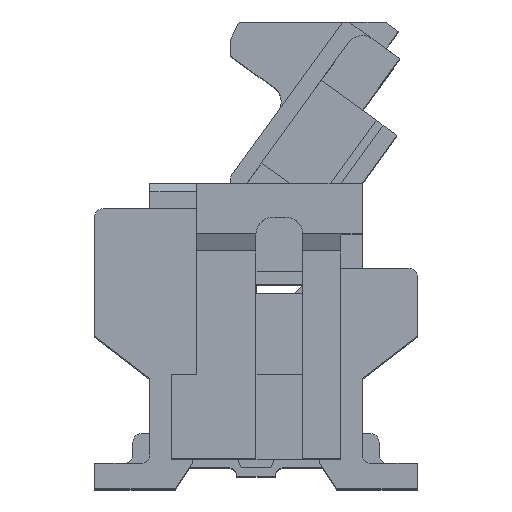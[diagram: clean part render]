
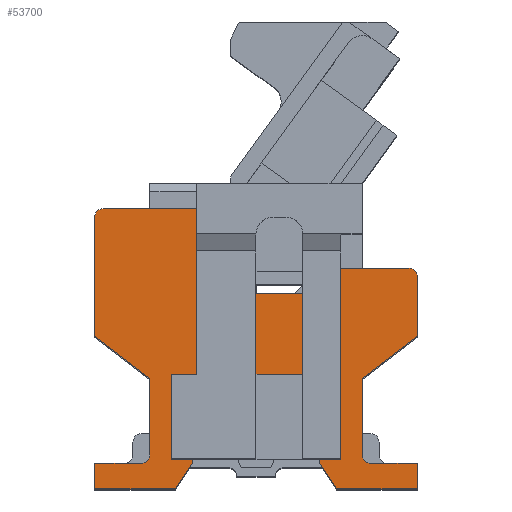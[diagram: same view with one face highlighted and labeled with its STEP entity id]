
A CAD part, top view. The second image highlights one B-rep face of the part: STEP entity #53700.
In plain terms, the highlighted planar face has unit normal (0, 0, 1).
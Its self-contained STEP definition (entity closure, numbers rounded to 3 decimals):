
#600=CARTESIAN_POINT('',(0.9,-0.35,-1.51));
#610=VERTEX_POINT('',#600);
#640=CARTESIAN_POINT('',(-1.7,-0.35,-1.51));
#650=DIRECTION('',(1.,0.,0.));
#660=VECTOR('',#650,1.);
#670=LINE('',#640,#660);
#680=CARTESIAN_POINT('',(0.35,-0.35,-1.51));
#690=VERTEX_POINT('',#680);
#700=EDGE_CURVE('',#690,#610,#670,.T.);
#1280=CARTESIAN_POINT('',(-1.35,1.75,-1.51));
#1290=DIRECTION('',(0.,0.,-1.));
#1300=DIRECTION('',(-1.,0.,0.));
#1310=AXIS2_PLACEMENT_3D('',#1280,#1290,#1300);
#1320=CIRCLE('',#1310,0.1);
#1330=CARTESIAN_POINT('',(-1.35,1.65,-1.51));
#1340=VERTEX_POINT('',#1330);
#1350=CARTESIAN_POINT('',(-1.45,1.75,-1.51));
#1360=VERTEX_POINT('',#1350);
#1370=EDGE_CURVE('',#1340,#1360,#1320,.T.);
#2100=CARTESIAN_POINT('',(-2.25,0.65,-1.51));
#2110=DIRECTION('',(-0.793,0.61,0.));
#2120=VECTOR('',#2110,1.);
#2130=LINE('',#2100,#2120);
#2140=CARTESIAN_POINT('',(-2.25,0.65,-1.51));
#2150=VERTEX_POINT('',#2140);
#2160=CARTESIAN_POINT('',(-2.9,1.15,-1.51));
#2170=VERTEX_POINT('',#2160);
#2180=EDGE_CURVE('',#2150,#2170,#2130,.T.);
#7880=CARTESIAN_POINT('',(0.9,-0.3,-1.51));
#7890=DIRECTION('',(0.,1.,0.));
#7900=VECTOR('',#7890,1.);
#7910=LINE('',#7880,#7900);
#7920=CARTESIAN_POINT('',(0.9,1.15,-1.51));
#7930=VERTEX_POINT('',#7920);
#7940=CARTESIAN_POINT('',(0.9,1.85,-1.51));
#7950=VERTEX_POINT('',#7940);
#7960=EDGE_CURVE('',#7930,#7950,#7910,.T.);
#8420=CARTESIAN_POINT('',(-0.2,1.85,-1.51));
#8430=VERTEX_POINT('',#8420);
#8460=CARTESIAN_POINT('',(-0.2,-0.3,-1.51));
#8470=DIRECTION('',(0.,1.,0.));
#8480=VECTOR('',#8470,1.);
#8490=LINE('',#8460,#8480);
#8500=CARTESIAN_POINT('',(-0.2,1.75,-1.51));
#8510=VERTEX_POINT('',#8500);
#8520=EDGE_CURVE('',#8510,#8430,#8490,.T.);
#9530=CARTESIAN_POINT('',(-1.75,-0.35,-1.51));
#9540=VERTEX_POINT('',#9530);
#9570=CARTESIAN_POINT('',(-1.75,-0.3,-1.51));
#9580=DIRECTION('',(0.,1.,0.));
#9590=VECTOR('',#9580,1.);
#9600=LINE('',#9570,#9590);
#9610=CARTESIAN_POINT('',(-1.75,-0.3,-1.51));
#9620=VERTEX_POINT('',#9610);
#9630=EDGE_CURVE('',#9540,#9620,#9600,.T.);
#15490=CARTESIAN_POINT('',(-0.05,-0.65,-1.51));
#15500=VERTEX_POINT('',#15490);
#15530=CARTESIAN_POINT('',(-1.7,-0.65,-1.51));
#15540=DIRECTION('',(1.,0.,0.));
#15550=VECTOR('',#15540,1.);
#15560=LINE('',#15530,#15550);
#15570=CARTESIAN_POINT('',(0.9,-0.65,-1.51));
#15580=VERTEX_POINT('',#15570);
#15590=EDGE_CURVE('',#15500,#15580,#15560,.T.);
#16690=CARTESIAN_POINT('',(-0.25,-0.35,-1.51));
#16700=VERTEX_POINT('',#16690);
#16750=CARTESIAN_POINT('',(-0.05,-0.65,-1.51));
#16760=DIRECTION('',(-0.555,0.832,0.));
#16770=VECTOR('',#16760,1.);
#16780=LINE('',#16750,#16770);
#16790=EDGE_CURVE('',#15500,#16700,#16780,.T.);
#17080=CARTESIAN_POINT('',(-1.95,-0.65,-1.51));
#17090=VERTEX_POINT('',#17080);
#17120=CARTESIAN_POINT('',(-1.95,-0.65,-1.51));
#17130=DIRECTION('',(0.555,0.832,0.));
#17140=VECTOR('',#17130,1.);
#17150=LINE('',#17120,#17140);
#17160=EDGE_CURVE('',#17090,#9540,#17150,.T.);
#23280=CARTESIAN_POINT('',(-2.,-0.3,-1.51));
#23290=VERTEX_POINT('',#23280);
#23320=CARTESIAN_POINT('',(-2.,0.354,-1.51));
#23330=DIRECTION('',(0.,1.,0.));
#23340=VECTOR('',#23330,1.);
#23350=LINE('',#23320,#23340);
#23360=CARTESIAN_POINT('',(-2.,0.7,-1.51));
#23370=VERTEX_POINT('',#23360);
#23380=EDGE_CURVE('',#23290,#23370,#23350,.T.);
#25270=CARTESIAN_POINT('',(-1.634,0.7,-1.51));
#25280=DIRECTION('',(1.,0.,0.));
#25290=VECTOR('',#25280,1.);
#25300=LINE('',#25270,#25290);
#25310=CARTESIAN_POINT('',(0.,0.7,-1.51));
#25320=VERTEX_POINT('',#25310);
#25330=EDGE_CURVE('',#23370,#25320,#25300,.T.);
#25640=CARTESIAN_POINT('',(-0.3,1.75,-1.51));
#25650=DIRECTION('',(0.,0.,-1.));
#25660=DIRECTION('',(-1.,0.,0.));
#25670=AXIS2_PLACEMENT_3D('',#25640,#25650,#25660);
#25680=CIRCLE('',#25670,0.1);
#25690=CARTESIAN_POINT('',(-0.3,1.65,-1.51));
#25700=VERTEX_POINT('',#25690);
#25710=EDGE_CURVE('',#8510,#25700,#25680,.T.);
#26340=CARTESIAN_POINT('',(-2.35,-0.35,-1.51));
#26350=VERTEX_POINT('',#26340);
#26380=CARTESIAN_POINT('',(-0.3,-0.35,-1.51));
#26390=DIRECTION('',(-1.,0.,0.));
#26400=VECTOR('',#26390,1.);
#26410=LINE('',#26380,#26400);
#26420=CARTESIAN_POINT('',(-2.9,-0.35,-1.51));
#26430=VERTEX_POINT('',#26420);
#26440=EDGE_CURVE('',#26350,#26430,#26410,.T.);
#27640=CARTESIAN_POINT('',(-2.25,-0.25,-1.51));
#27650=VERTEX_POINT('',#27640);
#27680=CARTESIAN_POINT('',(-2.35,-0.25,-1.51));
#27690=DIRECTION('',(0.,0.,-1.));
#27700=DIRECTION('',(-1.,0.,0.));
#27710=AXIS2_PLACEMENT_3D('',#27680,#27690,#27700);
#27720=CIRCLE('',#27710,0.1);
#27730=EDGE_CURVE('',#27650,#26350,#27720,.T.);
#31070=CARTESIAN_POINT('',(0.9,-0.3,-1.51));
#31080=DIRECTION('',(0.,1.,0.));
#31090=VECTOR('',#31080,1.);
#31100=LINE('',#31070,#31090);
#31110=EDGE_CURVE('',#15580,#610,#31100,.T.);
#32440=CARTESIAN_POINT('',(-2.9,-0.65,-1.51));
#32450=VERTEX_POINT('',#32440);
#32480=CARTESIAN_POINT('',(-0.3,-0.65,-1.51));
#32490=DIRECTION('',(-1.,0.,0.));
#32500=VECTOR('',#32490,1.);
#32510=LINE('',#32480,#32500);
#32520=EDGE_CURVE('',#17090,#32450,#32510,.T.);
#33790=CARTESIAN_POINT('',(-0.1,1.95,-1.51));
#33800=VERTEX_POINT('',#33790);
#33830=CARTESIAN_POINT('',(-0.1,1.85,-1.51));
#33840=DIRECTION('',(0.,0.,-1.));
#33850=DIRECTION('',(-1.,0.,0.));
#33860=AXIS2_PLACEMENT_3D('',#33830,#33840,#33850);
#33870=CIRCLE('',#33860,0.1);
#33880=EDGE_CURVE('',#8430,#33800,#33870,.T.);
#34890=CARTESIAN_POINT('',(-2.9,-0.3,-1.51));
#34900=DIRECTION('',(0.,1.,0.));
#34910=VECTOR('',#34900,1.);
#34920=LINE('',#34890,#34910);
#34930=EDGE_CURVE('',#32450,#26430,#34920,.T.);
#35050=CARTESIAN_POINT('',(-0.3,1.95,-1.51));
#35060=DIRECTION('',(-1.,0.,0.));
#35070=VECTOR('',#35060,1.);
#35080=LINE('',#35050,#35070);
#35090=CARTESIAN_POINT('',(0.8,1.95,-1.51));
#35100=VERTEX_POINT('',#35090);
#35110=EDGE_CURVE('',#35100,#33800,#35080,.T.);
#39550=CARTESIAN_POINT('',(-0.3,1.65,-1.51));
#39560=DIRECTION('',(-1.,0.,0.));
#39570=VECTOR('',#39560,1.);
#39580=LINE('',#39550,#39570);
#39590=EDGE_CURVE('',#25700,#1340,#39580,.T.);
#40470=CARTESIAN_POINT('',(0.35,-0.25,-1.51));
#40480=DIRECTION('',(0.,0.,1.));
#40490=DIRECTION('',(1.,0.,0.));
#40500=AXIS2_PLACEMENT_3D('',#40470,#40480,#40490);
#40510=CIRCLE('',#40500,0.1);
#40520=CARTESIAN_POINT('',(0.25,-0.25,-1.51));
#40530=VERTEX_POINT('',#40520);
#40540=EDGE_CURVE('',#40530,#690,#40510,.T.);
#42490=CARTESIAN_POINT('',(-1.45,2.65,-1.51));
#42500=VERTEX_POINT('',#42490);
#42530=CARTESIAN_POINT('',(-0.3,2.65,-1.51));
#42540=DIRECTION('',(-1.,0.,0.));
#42550=VECTOR('',#42540,1.);
#42560=LINE('',#42530,#42550);
#42570=CARTESIAN_POINT('',(-2.8,2.65,-1.51));
#42580=VERTEX_POINT('',#42570);
#42590=EDGE_CURVE('',#42500,#42580,#42560,.T.);
#44530=CARTESIAN_POINT('',(0.8,1.85,-1.51));
#44540=DIRECTION('',(0.,0.,-1.));
#44550=DIRECTION('',(-1.,0.,0.));
#44560=AXIS2_PLACEMENT_3D('',#44530,#44540,#44550);
#44570=CIRCLE('',#44560,0.1);
#44580=EDGE_CURVE('',#35100,#7950,#44570,.T.);
#44690=CARTESIAN_POINT('',(-2.8,2.55,-1.51));
#44700=DIRECTION('',(0.,0.,-1.));
#44710=DIRECTION('',(-1.,0.,0.));
#44720=AXIS2_PLACEMENT_3D('',#44690,#44700,#44710);
#44730=CIRCLE('',#44720,0.1);
#44740=CARTESIAN_POINT('',(-2.9,2.55,-1.51));
#44750=VERTEX_POINT('',#44740);
#44760=EDGE_CURVE('',#44750,#42580,#44730,.T.);
#44960=CARTESIAN_POINT('',(-2.9,-0.3,-1.51));
#44970=DIRECTION('',(0.,1.,0.));
#44980=VECTOR('',#44970,1.);
#44990=LINE('',#44960,#44980);
#45000=EDGE_CURVE('',#2170,#44750,#44990,.T.);
#45280=CARTESIAN_POINT('',(0.25,0.65,-1.51));
#45290=DIRECTION('',(0.793,0.61,0.));
#45300=VECTOR('',#45290,1.);
#45310=LINE('',#45280,#45300);
#45320=CARTESIAN_POINT('',(0.25,0.65,-1.51));
#45330=VERTEX_POINT('',#45320);
#45340=EDGE_CURVE('',#45330,#7930,#45310,.T.);
#50910=CARTESIAN_POINT('',(-1.45,-0.3,-1.51));
#50920=DIRECTION('',(0.,1.,0.));
#50930=VECTOR('',#50920,1.);
#50940=LINE('',#50910,#50930);
#50950=EDGE_CURVE('',#1360,#42500,#50940,.T.);
#52210=CARTESIAN_POINT('',(-1.634,-0.3,-1.51));
#52220=DIRECTION('',(1.,0.,0.));
#52230=VECTOR('',#52220,1.);
#52240=LINE('',#52210,#52230);
#52250=EDGE_CURVE('',#23290,#9620,#52240,.T.);
#52370=CARTESIAN_POINT('',(0.,-0.3,-1.51));
#52380=VERTEX_POINT('',#52370);
#52410=CARTESIAN_POINT('',(-0.25,-0.3,-1.51));
#52420=VERTEX_POINT('',#52410);
#52430=EDGE_CURVE('',#52420,#52380,#52240,.T.);
#53100=CARTESIAN_POINT('',(0.151,1.185,-1.51));
#53110=DIRECTION('',(0.,0.,1.));
#53120=DIRECTION('',(1.,0.,0.));
#53130=AXIS2_PLACEMENT_3D('',#53100,#53110,#53120);
#53140=PLANE('',#53130);
#53150=ORIENTED_EDGE('',*,*,#45000,.F.);
#53160=ORIENTED_EDGE('',*,*,#44760,.F.);
#53170=ORIENTED_EDGE('',*,*,#42590,.T.);
#53180=ORIENTED_EDGE('',*,*,#50950,.T.);
#53190=ORIENTED_EDGE('',*,*,#1370,.T.);
#53200=ORIENTED_EDGE('',*,*,#39590,.T.);
#53210=ORIENTED_EDGE('',*,*,#25710,.T.);
#53220=ORIENTED_EDGE('',*,*,#8520,.F.);
#53230=ORIENTED_EDGE('',*,*,#33880,.F.);
#53240=ORIENTED_EDGE('',*,*,#35110,.T.);
#53250=ORIENTED_EDGE('',*,*,#44580,.F.);
#53260=ORIENTED_EDGE('',*,*,#7960,.T.);
#53270=ORIENTED_EDGE('',*,*,#45340,.T.);
#53280=CARTESIAN_POINT('',(0.25,-0.3,-1.51));
#53290=DIRECTION('',(0.,1.,0.));
#53300=VECTOR('',#53290,1.);
#53310=LINE('',#53280,#53300);
#53320=EDGE_CURVE('',#40530,#45330,#53310,.T.);
#53330=ORIENTED_EDGE('',*,*,#53320,.T.);
#53340=ORIENTED_EDGE('',*,*,#40540,.F.);
#53350=ORIENTED_EDGE('',*,*,#700,.F.);
#53360=ORIENTED_EDGE('',*,*,#31110,.T.);
#53370=ORIENTED_EDGE('',*,*,#15590,.T.);
#53380=ORIENTED_EDGE('',*,*,#16790,.F.);
#53390=CARTESIAN_POINT('',(-0.25,-0.3,-1.51));
#53400=DIRECTION('',(0.,1.,0.));
#53410=VECTOR('',#53400,1.);
#53420=LINE('',#53390,#53410);
#53430=EDGE_CURVE('',#16700,#52420,#53420,.T.);
#53440=ORIENTED_EDGE('',*,*,#53430,.F.);
#53450=ORIENTED_EDGE('',*,*,#52430,.F.);
#53460=CARTESIAN_POINT('',(0.,0.354,-1.51));
#53470=DIRECTION('',(0.,-1.,0.));
#53480=VECTOR('',#53470,1.);
#53490=LINE('',#53460,#53480);
#53500=EDGE_CURVE('',#25320,#52380,#53490,.T.);
#53510=ORIENTED_EDGE('',*,*,#53500,.T.);
#53520=ORIENTED_EDGE('',*,*,#25330,.T.);
#53530=ORIENTED_EDGE('',*,*,#23380,.T.);
#53540=ORIENTED_EDGE('',*,*,#52250,.F.);
#53550=ORIENTED_EDGE('',*,*,#9630,.T.);
#53560=ORIENTED_EDGE('',*,*,#17160,.T.);
#53570=ORIENTED_EDGE('',*,*,#32520,.F.);
#53580=ORIENTED_EDGE('',*,*,#34930,.F.);
#53590=ORIENTED_EDGE('',*,*,#26440,.T.);
#53600=ORIENTED_EDGE('',*,*,#27730,.T.);
#53610=CARTESIAN_POINT('',(-2.25,-0.3,-1.51));
#53620=DIRECTION('',(0.,1.,0.));
#53630=VECTOR('',#53620,1.);
#53640=LINE('',#53610,#53630);
#53650=EDGE_CURVE('',#27650,#2150,#53640,.T.);
#53660=ORIENTED_EDGE('',*,*,#53650,.F.);
#53670=ORIENTED_EDGE('',*,*,#2180,.F.);
#53680=EDGE_LOOP('',(#53670,#53660,#53600,#53590,#53580,#53570,#53560,
#53550,#53540,#53530,#53520,#53510,#53450,#53440,#53380,#53370,#53360,
#53350,#53340,#53330,#53270,#53260,#53250,#53240,#53230,#53220,#53210,
#53200,#53190,#53180,#53170,#53160,#53150));
#53690=FACE_OUTER_BOUND('',#53680,.T.);
#53700=ADVANCED_FACE('',(#53690),#53140,.T.);
